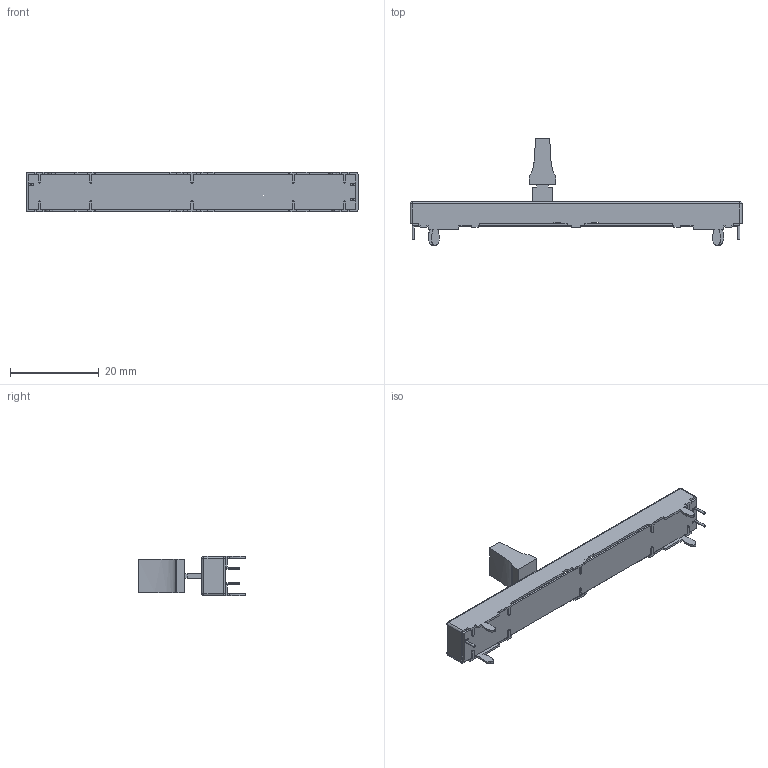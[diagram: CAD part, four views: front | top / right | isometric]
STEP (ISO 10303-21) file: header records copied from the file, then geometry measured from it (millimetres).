
FILE_DESCRIPTION (( 'STEP AP214' ), '1' );
FILE_NAME ('User Library-Bourns potentiometer_60mm_PTA6043.STEP', '2026-01-13T15:39:25', ( '' ), ( '' ), 'SwSTEP 2.0', 'SolidWorks 2022', '' );
FILE_SCHEMA (( 'AUTOMOTIVE_DESIGN' ));
Length unit declared in the file: millimetre
Products named in the file (5): Métal potentiomètre 1; User Library-Bourns potentiometer_60mm_PTA6043; Bouton potentiomètre 1; Plaque PIN potentiomètre 1; Bouton plastique
Assembly tree (4 placements, depth 2):
  User Library-Bourns potentiometer_60mm_PTA6043
    Métal potentiomètre 1
    Plaque PIN potentiomètre 1
    Bouton potentiomètre 1
    Bouton plastique
Bounding box: 75 x 24.22 x 9 mm (x, y, z)
Volume: 1578.5 mm3; surface area: 4717.1 mm2
Topology: 4 solids, 4 shells, 237 faces, 670 edges, 438 vertices
Faces by surface type: plane 186, cylinder 37, bspline 14
Entity records: 10444 total; most frequent: CARTESIAN_POINT 1539, ORIENTED_EDGE 1326, DIRECTION 1177, EDGE_CURVE 663, LINE 569, VECTOR 569, VERTEX_POINT 438, AXIS2_PLACEMENT_3D 304
